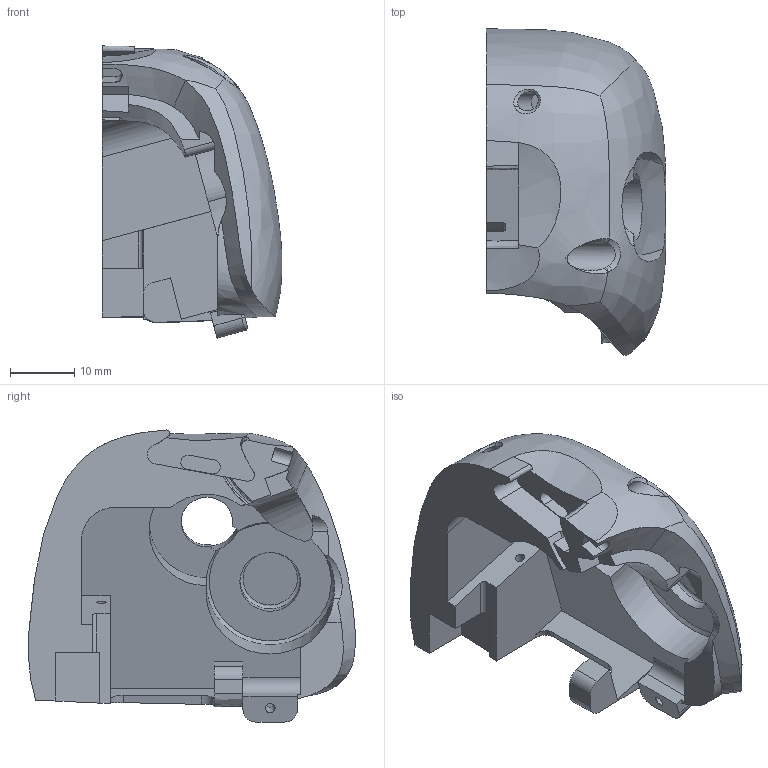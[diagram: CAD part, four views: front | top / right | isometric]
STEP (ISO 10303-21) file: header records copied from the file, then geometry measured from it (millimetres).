
FILE_DESCRIPTION(/* description */ (''),/* implementation_level */ '2;1');
FILE_NAME(/* name */ '',/* time_stamp */ '2022-11-21T20:48:29+08:00',/* author */ (''),/* organization */ (''),/* preprocessor_version */ 'ST-DEVELOPER v19.2',/* originating_system */ 'Autodesk Translation Framework v11.17.0.187',/* authorisation */ '');
FILE_SCHEMA (('AUTOMOTIVE_DESIGN { 1 0 10303 214 3 1 1 }'));
Length unit declared in the file: metre
Products named in the file (1): 身体后壳-左
Bounding box: 27.95 x 50.83 x 45.47 mm (x, y, z)
Volume: 18659.2 mm3; surface area: 8333.8 mm2
Topology: 1 solids, 1 shells, 128 faces, 374 edges, 252 vertices
Faces by surface type: plane 54, bspline 41, cylinder 30, torus 2, cone 1
Full cylindrical faces by diameter (mm): 1.5 x3, 3 x1, 4.5 x1, 10.2 x1
Entity records: 9846 total; most frequent: CARTESIAN_POINT 6760, ORIENTED_EDGE 748, DIRECTION 462, EDGE_CURVE 374, VERTEX_POINT 252, B_SPLINE_CURVE_WITH_KNOTS 157, AXIS2_PLACEMENT_3D 157, LINE 148
